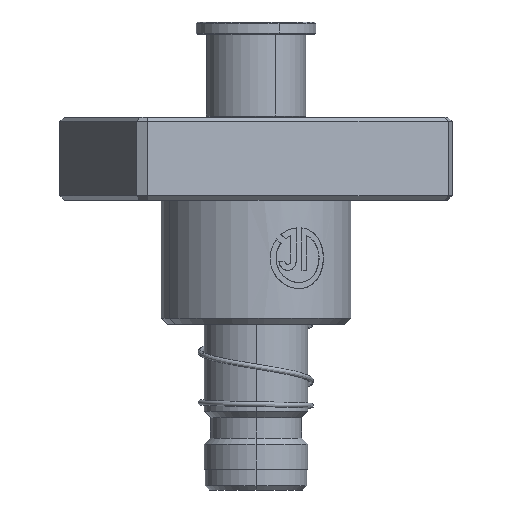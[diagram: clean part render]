
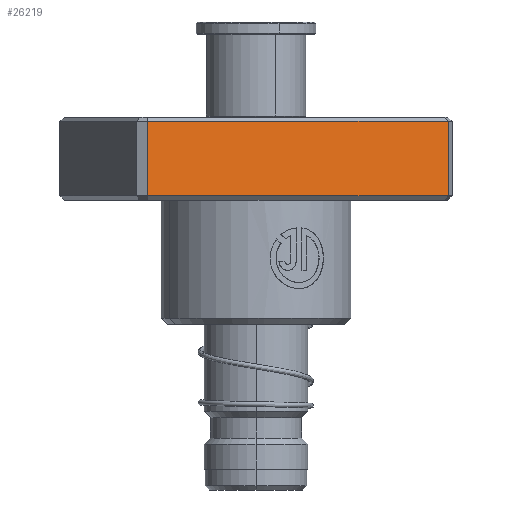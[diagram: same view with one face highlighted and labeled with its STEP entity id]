
A CAD part, left-side view. The second image highlights one B-rep face of the part: STEP entity #26219.
In plain terms, the highlighted face is planar.
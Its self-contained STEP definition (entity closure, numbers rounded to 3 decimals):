
#818 = FACE_OUTER_BOUND ( 'NONE', #21320, .T. ) ;
#1569 = LINE ( 'NONE', #33958, #6235 ) ;
#2219 = CARTESIAN_POINT ( 'NONE',  ( 40., 24., 1. ) ) ;
#2806 = CARTESIAN_POINT ( 'NONE',  ( 40., 24., 20. ) ) ;
#3054 = CARTESIAN_POINT ( 'NONE',  ( -40., 24., 20. ) ) ;
#3788 = ORIENTED_EDGE ( 'NONE', *, *, #20179, .F. ) ;
#4948 = VERTEX_POINT ( 'NONE', #29109 ) ;
#5510 = PLANE ( 'NONE',  #35432 ) ;
#6235 = VECTOR ( 'NONE', #20171, 1000. ) ;
#10321 = VECTOR ( 'NONE', #38765, 1000. ) ;
#10442 = VECTOR ( 'NONE', #12366, 1000. ) ;
#12054 = ORIENTED_EDGE ( 'NONE', *, *, #37816, .T. ) ;
#12366 = DIRECTION ( 'NONE',  ( 0., 0., -1. ) ) ;
#13071 = VERTEX_POINT ( 'NONE', #13730 ) ;
#13730 = CARTESIAN_POINT ( 'NONE',  ( 40., 24., 19. ) ) ;
#14774 = ORIENTED_EDGE ( 'NONE', *, *, #26833, .T. ) ;
#16834 = EDGE_CURVE ( 'NONE', #13071, #24337, #33703, .T. ) ;
#17087 = CARTESIAN_POINT ( 'NONE',  ( -40., 24., 19. ) ) ;
#19009 = DIRECTION ( 'NONE',  ( 0., -1., 0. ) ) ;
#20171 = DIRECTION ( 'NONE',  ( -1., 0., 0. ) ) ;
#20179 = EDGE_CURVE ( 'NONE', #33650, #4948, #38214, .T. ) ;
#21320 = EDGE_LOOP ( 'NONE', ( #35852, #12054, #3788, #14774 ) ) ;
#22052 = DIRECTION ( 'NONE',  ( 0., 0., -1. ) ) ;
#24337 = VERTEX_POINT ( 'NONE', #2219 ) ;
#26219 = ADVANCED_FACE ( 'NONE', ( #818 ), #5510, .F. ) ;
#26433 = DIRECTION ( 'NONE',  ( 1., 0., 0. ) ) ;
#26833 = EDGE_CURVE ( 'NONE', #33650, #13071, #37538, .T. ) ;
#28607 = CARTESIAN_POINT ( 'NONE',  ( -40., 24., 20. ) ) ;
#29109 = CARTESIAN_POINT ( 'NONE',  ( -40., 24., 1. ) ) ;
#33650 = VERTEX_POINT ( 'NONE', #17087 ) ;
#33703 = LINE ( 'NONE', #2806, #10442 ) ;
#33958 = CARTESIAN_POINT ( 'NONE',  ( -40., 24., 1. ) ) ;
#35432 = AXIS2_PLACEMENT_3D ( 'NONE', #28607, #19009, #22052 ) ;
#35852 = ORIENTED_EDGE ( 'NONE', *, *, #16834, .T. ) ;
#36157 = CARTESIAN_POINT ( 'NONE',  ( 40., 24., 19. ) ) ;
#37538 = LINE ( 'NONE', #36157, #42670 ) ;
#37816 = EDGE_CURVE ( 'NONE', #24337, #4948, #1569, .T. ) ;
#38214 = LINE ( 'NONE', #3054, #10321 ) ;
#38765 = DIRECTION ( 'NONE',  ( 0., 0., -1. ) ) ;
#42670 = VECTOR ( 'NONE', #26433, 1000. ) ;
